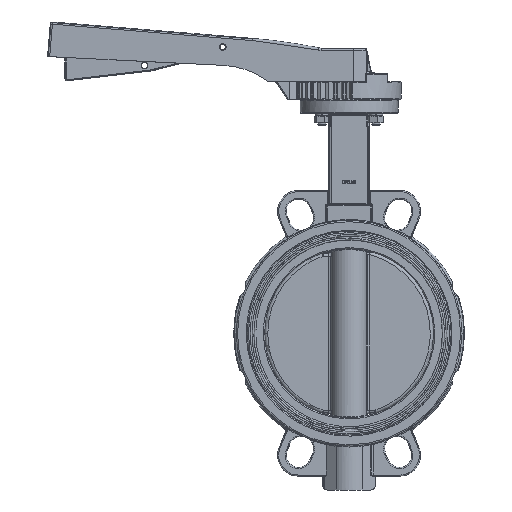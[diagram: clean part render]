
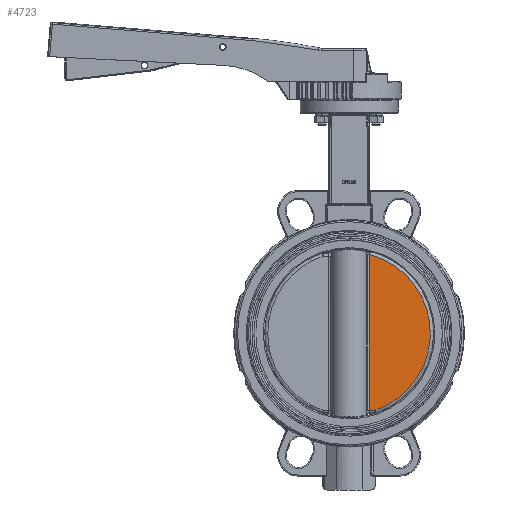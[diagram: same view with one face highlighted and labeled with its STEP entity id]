
A CAD part, front view. The second image highlights one B-rep face of the part: STEP entity #4723.
In plain terms, the highlighted planar face has unit normal (0, -1, 0).
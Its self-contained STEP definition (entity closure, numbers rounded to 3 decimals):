
#3997=CARTESIAN_POINT('',(18.468,-4.,-70.825));
#3998=VERTEX_POINT('',#3997);
#4209=CARTESIAN_POINT('',(18.468,-4.,72.381));
#4210=VERTEX_POINT('',#4209);
#4211=CARTESIAN_POINT('',(18.468,-4.,-70.825));
#4212=DIRECTION('',(-0.,0.,1.));
#4213=VECTOR('',#4212,143.206);
#4214=LINE('',#4211,#4213);
#4215=EDGE_CURVE('',#3998,#4210,#4214,.T.);
#4346=CARTESIAN_POINT('',(23.747,-4.,-70.825));
#4347=VERTEX_POINT('',#4346);
#4348=CARTESIAN_POINT('',(0.,-4.,0.));
#4349=DIRECTION('',(-0.,1.,-0.));
#4350=DIRECTION('',(-1.,0.,0.));
#4351=AXIS2_PLACEMENT_3D('',#4348,#4349,#4350);
#4352=CIRCLE('',#4351,74.7);
#4353=EDGE_CURVE('',#4210,#4347,#4352,.T.);
#4708=CARTESIAN_POINT('',(0.,-4.,-0.));
#4709=DIRECTION('',(0.,-1.,0.));
#4710=DIRECTION('',(-1.,0.,0.));
#4711=AXIS2_PLACEMENT_3D('',#4708,#4709,#4710);
#4712=PLANE('',#4711);
#4713=ORIENTED_EDGE('',*,*,#4215,.F.);
#4714=CARTESIAN_POINT('',(23.747,-4.,-70.825));
#4715=DIRECTION('',(-1.,0.,0.));
#4716=VECTOR('',#4715,5.279);
#4717=LINE('',#4714,#4716);
#4718=EDGE_CURVE('',#4347,#3998,#4717,.T.);
#4719=ORIENTED_EDGE('',*,*,#4718,.F.);
#4720=ORIENTED_EDGE('',*,*,#4353,.F.);
#4721=EDGE_LOOP('',(#4713,#4719,#4720));
#4722=FACE_BOUND('',#4721,.T.);
#4723=ADVANCED_FACE('',(#4722),#4712,.T.);
